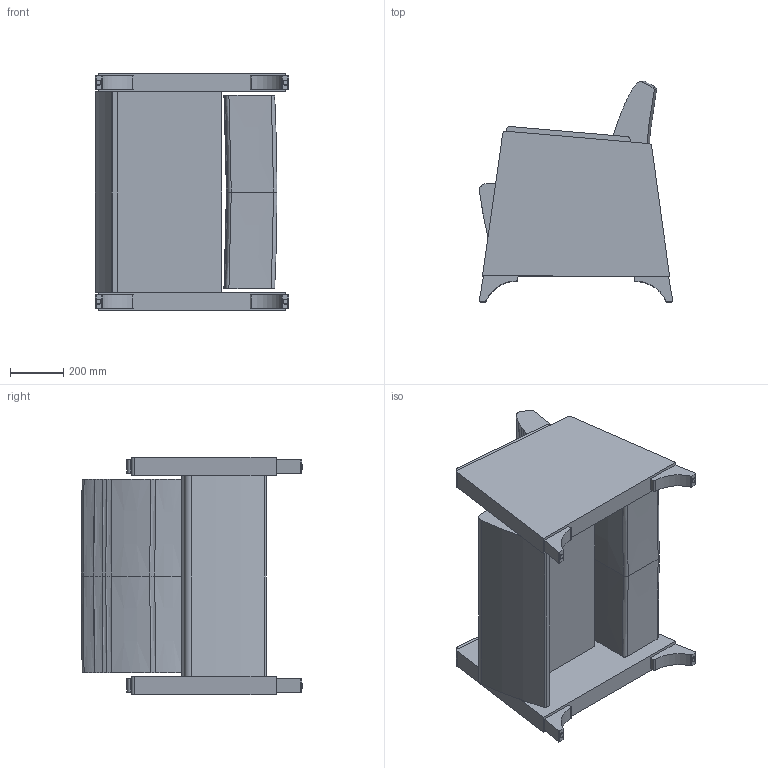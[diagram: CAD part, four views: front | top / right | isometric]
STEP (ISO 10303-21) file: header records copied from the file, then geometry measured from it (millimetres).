
FILE_DESCRIPTION(/* description */ (''),/* implementation_level */ '2;1');
FILE_NAME(/* name */ 'KAU10BJ (SYMBOL).stp',/* time_stamp */ '2017-03-17T13:01:51-04:00',/* author */ ('emerkel'),/* organization */ (''),/* preprocessor_version */ 'ST-DEVELOPER v16.5',/* originating_system */ 'Autodesk Inventor 2017',/* authorisation */ '');
FILE_SCHEMA (('AUTOMOTIVE_DESIGN { 1 0 10303 214 3 1 1 }'));
Length unit declared in the file: inch
Products named in the file (8): KAU10BU-W (SYMBOL); KOU10B NEW BACK; KOU10 SEAT; CM10B MAC FLAT2; KAD UPH ARM; LEG WBO SQ 2-4 (generic); LEG WBO SQ 2-4 (generic)_1; GLIDE W11-16
Assembly tree (12 placements, depth 3):
  KAU10BU-W (SYMBOL)
    KOU10B NEW BACK
    KOU10 SEAT
    CM10B MAC FLAT2  x2
    KAD UPH ARM  x2
    LEG WBO SQ 2-4 (generic)  x4
      LEG WBO SQ 2-4 (generic)_1
      GLIDE W11-16
Bounding box: 729.49 x 834.19 x 895.35 mm (x, y, z)
Volume: 175820061.7 mm3; surface area: 4602459.3 mm2
Topology: 18 solids, 18 shells, 241 faces, 525 edges, 320 vertices
Faces by surface type: plane 79, cone 60, cylinder 54, bspline 44, torus 4
Full cylindrical faces by diameter (mm): 5.842 x8, 8.509 x4, 9.525 x4, 18.263 x4, 19.05 x4
Entity records: 3898 total; most frequent: CARTESIAN_POINT 1397, DIRECTION 464, ORIENTED_EDGE 452, EDGE_CURVE 225, AXIS2_PLACEMENT_3D 201, VERTEX_POINT 150, EDGE_LOOP 136, FACE_OUTER_BOUND 111
